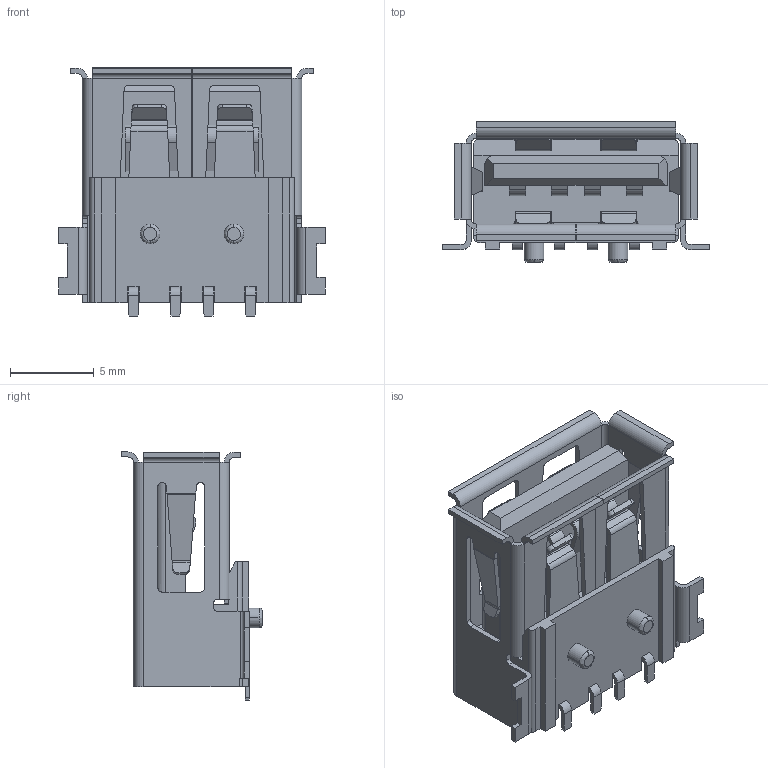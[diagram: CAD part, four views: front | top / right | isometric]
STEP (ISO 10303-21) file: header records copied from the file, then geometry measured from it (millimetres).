
FILE_DESCRIPTION (( 'STEP AP214' ), '1' );
FILE_NAME ('USB2_0_SMT.STEP', '2018-03-15T02:10:43', ( 'Microsoft' ), ( 'Microsoft' ), 'SwSTEP 2.0', 'SolidWorks 2017', '' );
FILE_SCHEMA (( 'AUTOMOTIVE_DESIGN' ));
Length unit declared in the file: millimetre
Products named in the file (7): uj2-ah-1-smt_06; uj2-ah-1-smt_05; uj2-ah-1-smt_04; uj2-ah-1-smt_03; uj2-ah-1-smt_02; uj2-ah-1-smt_01; USB2_0_SMT
Assembly tree (6 placements, depth 2):
  USB2_0_SMT
    uj2-ah-1-smt_01
    uj2-ah-1-smt_02
    uj2-ah-1-smt_03
    uj2-ah-1-smt_04
    uj2-ah-1-smt_05
    uj2-ah-1-smt_06
Bounding box: 15.9 x 8.4 x 14.8 mm (x, y, z)
Volume: 641.7 mm3; surface area: 1755.5 mm2
Topology: 10 solids, 10 shells, 699 faces, 1813 edges, 1136 vertices
Faces by surface type: plane 445, cylinder 186, bspline 68
Entity records: 30154 total; most frequent: CARTESIAN_POINT 5475, ORIENTED_EDGE 3626, DIRECTION 3211, EDGE_CURVE 1813, VECTOR 1339, LINE 1339, VERTEX_POINT 1136, AXIS2_PLACEMENT_3D 936
